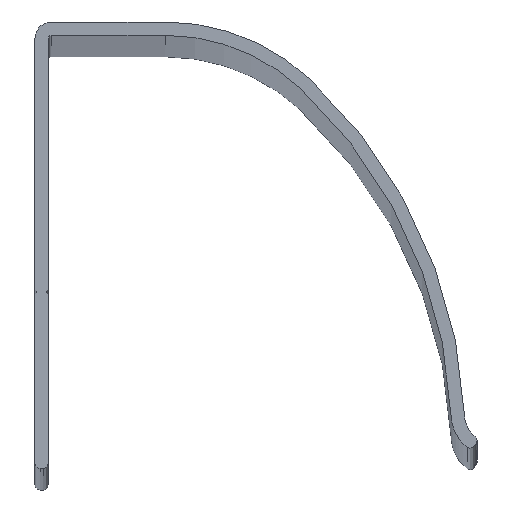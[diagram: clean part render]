
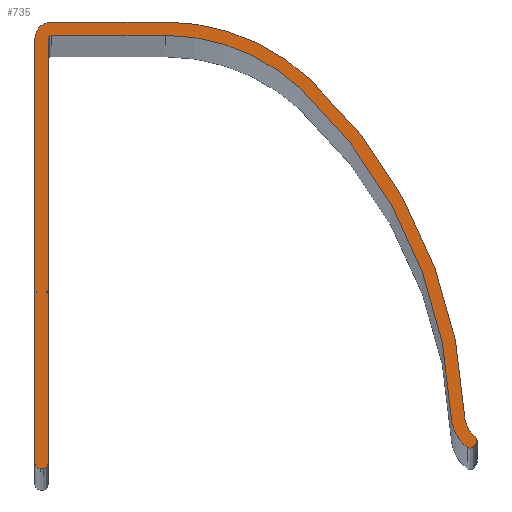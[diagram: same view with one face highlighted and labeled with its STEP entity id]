
A CAD part, top view. The second image highlights one B-rep face of the part: STEP entity #735.
In plain terms, the highlighted planar face has unit normal (0, 0, 1).
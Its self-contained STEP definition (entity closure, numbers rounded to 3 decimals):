
#148=CARTESIAN_POINT('',(0.3,-0.3,600.));
#149=DIRECTION('',(0.,0.,-1.));
#150=DIRECTION('',(-1.,0.,0.));
#151=AXIS2_PLACEMENT_3D('',#148,#149,#150);
#177=CARTESIAN_POINT('',(41.271,-39.458,600.));
#178=DIRECTION('',(0.,0.,1.));
#179=DIRECTION('',(0.874,-0.486,0.));
#180=AXIS2_PLACEMENT_3D('',#177,#178,#179);
#182=DIRECTION('',(0.486,0.874,0.));
#183=VECTOR('',#182,0.303);
#184=CARTESIAN_POINT('',(41.561,-39.967,600.));
#185=LINE('',#184,#183);
#186=CARTESIAN_POINT('',(41.124,-39.723,600.));
#187=DIRECTION('',(0.,0.,1.));
#188=DIRECTION('',(-0.606,-0.795,0.));
#189=AXIS2_PLACEMENT_3D('',#186,#187,#188);
#191=CARTESIAN_POINT('',(43.246,-36.94,600.));
#192=DIRECTION('',(0.,0.,1.));
#193=DIRECTION('',(-0.999,-0.042,0.));
#194=AXIS2_PLACEMENT_3D('',#191,#192,#193);
#196=CARTESIAN_POINT('',(-7.,-39.046,600.));
#197=DIRECTION('',(0.,0.,-1.));
#198=DIRECTION('',(0.682,0.732,0.));
#199=AXIS2_PLACEMENT_3D('',#196,#197,#198);
#201=CARTESIAN_POINT('',(11.4,-19.3,600.));
#202=DIRECTION('',(0.,0.,-1.));
#203=DIRECTION('',(0.,1.,0.));
#204=AXIS2_PLACEMENT_3D('',#201,#202,#203);
#206=DIRECTION('',(1.,0.,0.));
#207=VECTOR('',#206,11.1);
#208=CARTESIAN_POINT('',(0.3,0.,600.));
#209=LINE('',#208,#207);
#210=DIRECTION('',(0.,1.,0.));
#211=VECTOR('',#210,24.459);
#212=CARTESIAN_POINT('',(0.,-24.759,600.));
#213=LINE('',#212,#211);
#214=DIRECTION('',(-0.707,-0.707,0.));
#215=VECTOR('',#214,0.241);
#216=CARTESIAN_POINT('',(0.,-24.759,600.));
#217=LINE('',#216,#215);
#218=CARTESIAN_POINT('',(-0.1,-25.,600.));
#219=DIRECTION('',(0.,0.,1.));
#220=DIRECTION('',(-0.707,0.707,0.));
#221=AXIS2_PLACEMENT_3D('',#218,#219,#220);
#223=DIRECTION('',(0.707,-0.707,0.));
#224=VECTOR('',#223,0.241);
#225=CARTESIAN_POINT('',(-0.171,-25.071,600.));
#226=LINE('',#225,#224);
#227=DIRECTION('',(0.,1.,0.));
#228=VECTOR('',#227,16.459);
#229=CARTESIAN_POINT('',(0.,-41.7,600.));
#230=LINE('',#229,#228);
#231=CARTESIAN_POINT('',(-0.5,-41.7,600.));
#232=DIRECTION('',(0.,0.,1.));
#233=DIRECTION('',(0.,-1.,0.));
#234=AXIS2_PLACEMENT_3D('',#231,#232,#233);
#236=DIRECTION('',(1.,0.,0.));
#237=VECTOR('',#236,0.3);
#238=CARTESIAN_POINT('',(-0.8,-42.2,600.));
#239=LINE('',#238,#237);
#240=CARTESIAN_POINT('',(-0.8,-41.7,600.));
#241=DIRECTION('',(0.,0.,1.));
#242=DIRECTION('',(-1.,0.,0.));
#243=AXIS2_PLACEMENT_3D('',#240,#241,#242);
#245=DIRECTION('',(0.,-1.,0.));
#246=VECTOR('',#245,16.459);
#247=CARTESIAN_POINT('',(-1.3,-25.241,600.));
#248=LINE('',#247,#246);
#249=DIRECTION('',(0.707,0.707,0.));
#250=VECTOR('',#249,0.241);
#251=CARTESIAN_POINT('',(-1.3,-25.241,600.));
#252=LINE('',#251,#250);
#253=CARTESIAN_POINT('',(-1.2,-25.,600.));
#254=DIRECTION('',(0.,0.,1.));
#255=DIRECTION('',(0.707,-0.707,0.));
#256=AXIS2_PLACEMENT_3D('',#253,#254,#255);
#258=DIRECTION('',(-0.707,0.707,0.));
#259=VECTOR('',#258,0.241);
#260=CARTESIAN_POINT('',(-1.129,-24.929,600.));
#261=LINE('',#260,#259);
#262=DIRECTION('',(0.,-1.,0.));
#263=VECTOR('',#262,24.459);
#264=CARTESIAN_POINT('',(-1.3,-0.3,600.));
#265=LINE('',#264,#263);
#266=CARTESIAN_POINT('',(0.3,-0.3,600.));
#267=DIRECTION('',(0.,0.,1.));
#268=DIRECTION('',(0.,1.,0.));
#269=AXIS2_PLACEMENT_3D('',#266,#267,#268);
#271=DIRECTION('',(-1.,0.,0.));
#272=VECTOR('',#271,11.1);
#273=CARTESIAN_POINT('',(11.4,1.3,600.));
#274=LINE('',#273,#272);
#275=CARTESIAN_POINT('',(11.4,-19.3,600.));
#276=DIRECTION('',(0.,0.,1.));
#277=DIRECTION('',(0.682,0.732,0.));
#278=AXIS2_PLACEMENT_3D('',#275,#276,#277);
#280=CARTESIAN_POINT('',(-7.,-39.046,600.));
#281=DIRECTION('',(0.,0.,1.));
#282=DIRECTION('',(0.999,0.042,0.));
#283=AXIS2_PLACEMENT_3D('',#280,#281,#282);
#285=CARTESIAN_POINT('',(43.246,-36.94,600.));
#286=DIRECTION('',(0.,0.,-1.));
#287=DIRECTION('',(-0.617,-0.787,0.));
#288=AXIS2_PLACEMENT_3D('',#285,#286,#287);
#354=CARTESIAN_POINT('',(40.548,-37.053,600.));
#355=CARTESIAN_POINT('',(25.444,-4.229,600.));
#356=VERTEX_POINT('',#354);
#357=VERTEX_POINT('',#355);
#358=CARTESIAN_POINT('',(11.4,1.3,600.));
#359=VERTEX_POINT('',#358);
#360=CARTESIAN_POINT('',(11.4,0.,600.));
#361=CARTESIAN_POINT('',(24.557,-5.18,600.));
#362=VERTEX_POINT('',#360);
#363=VERTEX_POINT('',#361);
#364=CARTESIAN_POINT('',(39.249,-37.107,600.));
#365=VERTEX_POINT('',#364);
#367=CARTESIAN_POINT('',(0.3,0.,600.));
#369=VERTEX_POINT('',#367);
#371=CARTESIAN_POINT('',(0.,-0.3,600.));
#373=VERTEX_POINT('',#371);
#378=CARTESIAN_POINT('',(0.3,1.3,600.));
#379=VERTEX_POINT('',#378);
#380=CARTESIAN_POINT('',(-1.3,-0.3,600.));
#381=VERTEX_POINT('',#380);
#398=CARTESIAN_POINT('',(-1.3,-25.241,600.));
#399=CARTESIAN_POINT('',(-1.129,-25.071,600.));
#400=VERTEX_POINT('',#398);
#401=VERTEX_POINT('',#399);
#402=CARTESIAN_POINT('',(-1.129,-24.929,600.));
#403=VERTEX_POINT('',#402);
#404=CARTESIAN_POINT('',(-1.3,-24.759,600.));
#405=VERTEX_POINT('',#404);
#406=CARTESIAN_POINT('',(0.,-24.759,600.));
#407=CARTESIAN_POINT('',(-0.171,-24.929,600.));
#408=VERTEX_POINT('',#406);
#409=VERTEX_POINT('',#407);
#410=CARTESIAN_POINT('',(-0.171,-25.071,600.));
#411=VERTEX_POINT('',#410);
#412=CARTESIAN_POINT('',(0.,-25.241,600.));
#413=VERTEX_POINT('',#412);
#418=CARTESIAN_POINT('',(41.708,-39.701,600.));
#419=VERTEX_POINT('',#418);
#420=CARTESIAN_POINT('',(41.58,-39.065,600.));
#421=VERTEX_POINT('',#420);
#426=CARTESIAN_POINT('',(40.821,-40.121,600.));
#427=VERTEX_POINT('',#426);
#428=CARTESIAN_POINT('',(41.561,-39.967,600.));
#429=VERTEX_POINT('',#428);
#434=CARTESIAN_POINT('',(-0.5,-42.2,600.));
#435=VERTEX_POINT('',#434);
#436=CARTESIAN_POINT('',(0.,-41.7,600.));
#437=VERTEX_POINT('',#436);
#442=CARTESIAN_POINT('',(-1.3,-41.7,600.));
#443=VERTEX_POINT('',#442);
#444=CARTESIAN_POINT('',(-0.8,-42.2,600.));
#445=VERTEX_POINT('',#444);
#689=CARTESIAN_POINT('',(0.,0.,600.));
#690=DIRECTION('',(0.,0.,1.));
#691=DIRECTION('',(1.,0.,0.));
#692=AXIS2_PLACEMENT_3D('',#689,#690,#691);
#693=PLANE('',#692);
#694=ORIENTED_EDGE('',*,*,#514,.F.);
#695=ORIENTED_EDGE('',*,*,#530,.F.);
#696=ORIENTED_EDGE('',*,*,#543,.F.);
#697=ORIENTED_EDGE('',*,*,#558,.F.);
#698=ORIENTED_EDGE('',*,*,#571,.F.);
#699=ORIENTED_EDGE('',*,*,#585,.F.);
#700=ORIENTED_EDGE('',*,*,#598,.F.);
#701=ORIENTED_EDGE('',*,*,#614,.F.);
#702=ORIENTED_EDGE('',*,*,#626,.F.);
#703=ORIENTED_EDGE('',*,*,#656,.T.);
#704=ORIENTED_EDGE('',*,*,#670,.T.);
#705=ORIENTED_EDGE('',*,*,#683,.T.);
#706=ORIENTED_EDGE('',*,*,#640,.F.);
#708=ORIENTED_EDGE('',*,*,#707,.F.);
#710=ORIENTED_EDGE('',*,*,#709,.F.);
#712=ORIENTED_EDGE('',*,*,#711,.F.);
#714=ORIENTED_EDGE('',*,*,#713,.F.);
#716=ORIENTED_EDGE('',*,*,#715,.T.);
#718=ORIENTED_EDGE('',*,*,#717,.T.);
#720=ORIENTED_EDGE('',*,*,#719,.T.);
#722=ORIENTED_EDGE('',*,*,#721,.F.);
#724=ORIENTED_EDGE('',*,*,#723,.F.);
#726=ORIENTED_EDGE('',*,*,#725,.F.);
#728=ORIENTED_EDGE('',*,*,#727,.F.);
#730=ORIENTED_EDGE('',*,*,#729,.F.);
#732=ORIENTED_EDGE('',*,*,#731,.F.);
#733=EDGE_LOOP('',(#694,#695,#696,#697,#698,#699,#700,#701,#702,#703,#704,#705,
#706,#708,#710,#712,#714,#716,#718,#720,#722,#724,#726,#728,#730,#732));
#734=FACE_OUTER_BOUND('',#733,.F.);
#735=ADVANCED_FACE('',(#734),#693,.T.);
#152=CIRCLE('',#151,0.3);
#181=CIRCLE('',#180,0.5);
#190=CIRCLE('',#189,0.5);
#195=CIRCLE('',#194,4.);
#200=CIRCLE('',#199,46.29);
#205=CIRCLE('',#204,19.3);
#222=CIRCLE('',#221,0.1);
#235=CIRCLE('',#234,0.5);
#244=CIRCLE('',#243,0.5);
#257=CIRCLE('',#256,0.1);
#270=CIRCLE('',#269,1.6);
#279=CIRCLE('',#278,20.6);
#284=CIRCLE('',#283,47.59);
#289=CIRCLE('',#288,2.7);
#514=EDGE_CURVE('',#419,#421,#181,.T.);
#530=EDGE_CURVE('',#429,#419,#185,.T.);
#543=EDGE_CURVE('',#427,#429,#190,.T.);
#558=EDGE_CURVE('',#365,#427,#195,.T.);
#571=EDGE_CURVE('',#363,#365,#200,.T.);
#585=EDGE_CURVE('',#362,#363,#205,.T.);
#598=EDGE_CURVE('',#369,#362,#209,.T.);
#614=EDGE_CURVE('',#373,#369,#152,.T.);
#626=EDGE_CURVE('',#408,#373,#213,.T.);
#640=EDGE_CURVE('',#437,#413,#230,.T.);
#656=EDGE_CURVE('',#408,#409,#217,.T.);
#670=EDGE_CURVE('',#409,#411,#222,.T.);
#683=EDGE_CURVE('',#411,#413,#226,.T.);
#707=EDGE_CURVE('',#435,#437,#235,.T.);
#709=EDGE_CURVE('',#445,#435,#239,.T.);
#711=EDGE_CURVE('',#443,#445,#244,.T.);
#713=EDGE_CURVE('',#400,#443,#248,.T.);
#715=EDGE_CURVE('',#400,#401,#252,.T.);
#717=EDGE_CURVE('',#401,#403,#257,.T.);
#719=EDGE_CURVE('',#403,#405,#261,.T.);
#721=EDGE_CURVE('',#381,#405,#265,.T.);
#723=EDGE_CURVE('',#379,#381,#270,.T.);
#725=EDGE_CURVE('',#359,#379,#274,.T.);
#727=EDGE_CURVE('',#357,#359,#279,.T.);
#729=EDGE_CURVE('',#356,#357,#284,.T.);
#731=EDGE_CURVE('',#421,#356,#289,.T.);
